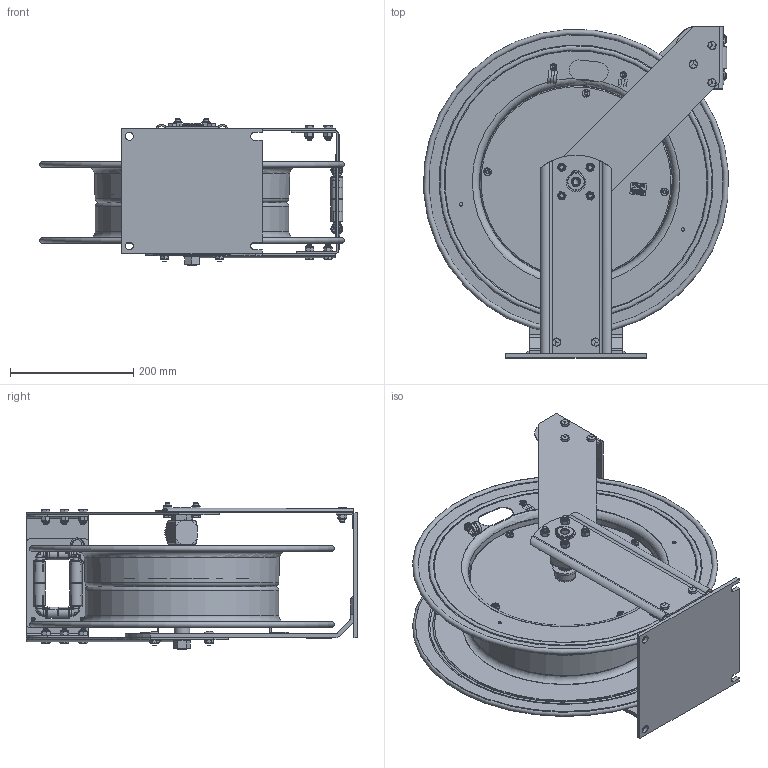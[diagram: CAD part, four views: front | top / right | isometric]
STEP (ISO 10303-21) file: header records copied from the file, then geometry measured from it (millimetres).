
FILE_DESCRIPTION(/* description */ (''),/* implementation_level */ '2;1');
FILE_NAME(/* name */ 'TSHL-N-350_SHARED.stp',/* time_stamp */ '2020-01-24T13:18:49-07:00',/* author */ ('NMelton'),/* organization */ (''),/* preprocessor_version */ 'ST-DEVELOPER v17',/* originating_system */ 'Autodesk Inventor 2019',/* authorisation */ '');
FILE_SCHEMA (('AUTOMOTIVE_DESIGN { 1 0 10303 214 3 1 1 }'));
Products named in the file (1): TSHL-N-350_SHARED
Bounding box: 494.35 x 538.23 x 237.12 mm (x, y, z)
Surface area: 1606031.8 mm2 (no closed solid volume)
Topology: 0 solids, 224 shells, 2826 faces, 12537 edges, 9567 vertices
Faces by surface type: plane 1425, cylinder 637, bspline 371, cone 237, torus 98, sphere 58
Full cylindrical faces by diameter (mm): 1.981 x2, 2.159 x2, 2.54 x1, 3.048 x1, 3.962 x2, 4.699 x4, 4.826 x2, 5.182 x2, 5.588 x5, 6.35 x8, 7.938 x12, 8.731 x4, 9.525 x3, 10.414 x1, 11.43 x12, 12.192 x16, 12.7 x2, 15.875 x1, 17.882 x1, 19.05 x7, 19.253 x1, 23.876 x1, 25.324 x2, 25.362 x1, 25.4 x1, 26.314 x1, 27.94 x2, 28.575 x1, 29.134 x1, 30.15 x2
Entity records: 135652 total; most frequent: CARTESIAN_POINT 38583, ORIENTED_EDGE 17864, DIRECTION 17406, EDGE_CURVE 12440, VERTEX_POINT 9567, LINE 6716, VECTOR 6716, AXIS2_PLACEMENT_3D 5345
